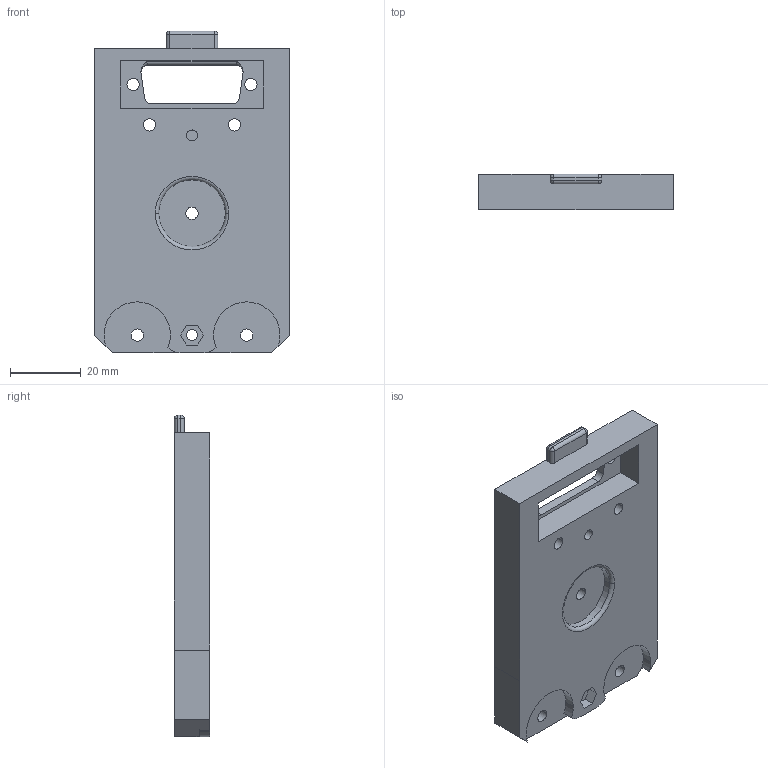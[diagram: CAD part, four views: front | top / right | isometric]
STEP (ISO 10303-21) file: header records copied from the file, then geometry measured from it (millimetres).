
FILE_DESCRIPTION(('CATIA V5 STEP Exchange'),'2;1');
FILE_NAME('0006 - FOR DEVELLOPER.stp','2020-05-01T18:34:02+00:00',('none'),('none'),'CATIA Version 5 Release 21 GA (IN-10)','CATIA V5 STEP AP203','none');
FILE_SCHEMA(('CONFIG_CONTROL_DESIGN'));
Length unit declared in the file: millimetre
Products named in the file (1): HYPERCUBE-EVO-0006_NGEN
Bounding box: 55 x 10 x 91 mm (x, y, z)
Volume: 39277.6 mm3; surface area: 13633.4 mm2
Topology: 1 solids, 1 shells, 113 faces, 297 edges, 192 vertices
Faces by surface type: plane 58, cylinder 47, sphere 4, torus 2, bspline 2
Entity records: 3534 total; most frequent: CARTESIAN_POINT 814, ORIENTED_EDGE 586, DIRECTION 455, EDGE_CURVE 293, VERTEX_POINT 192, VECTOR 189, LINE 189, AXIS2_PLACEMENT_3D 182
